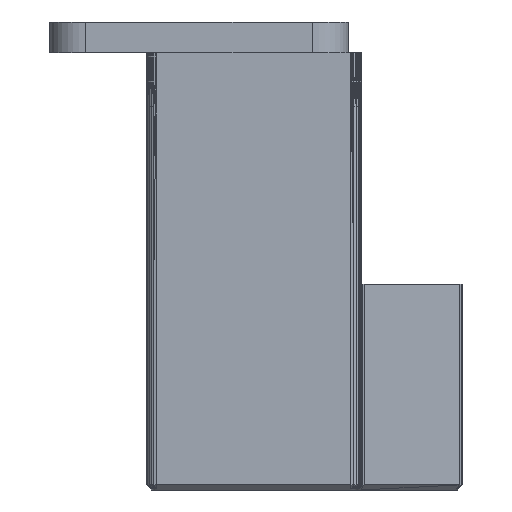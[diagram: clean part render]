
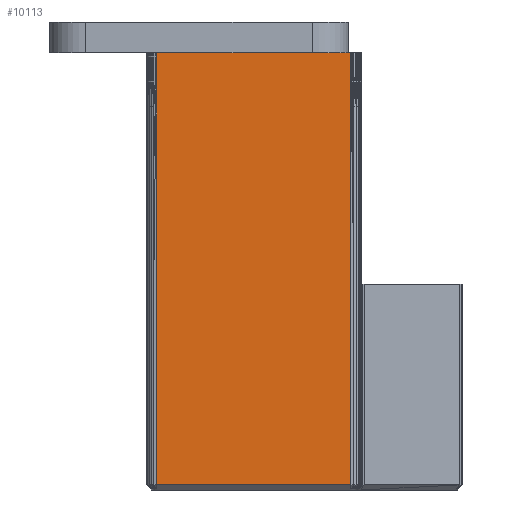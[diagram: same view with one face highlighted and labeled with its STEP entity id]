
A CAD part, left-side view. The second image highlights one B-rep face of the part: STEP entity #10113.
In plain terms, the highlighted planar face has unit normal (-1, 0, 0).
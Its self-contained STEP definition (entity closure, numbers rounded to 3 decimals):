
#622=FACE_OUTER_BOUND('',#1226,.T.);
#1226=EDGE_LOOP('',(#8894,#8895,#8896,#8897,#8898,#8899,#8900));
#1650=LINE('',#14165,#3021);
#1781=LINE('',#14430,#3152);
#1786=LINE('',#14453,#3157);
#1809=LINE('',#14498,#3180);
#2379=LINE('',#15649,#3750);
#2474=LINE('',#15840,#3845);
#2594=LINE('',#16077,#3965);
#3021=VECTOR('',#11300,10.);
#3152=VECTOR('',#11447,10.);
#3157=VECTOR('',#11462,10.);
#3180=VECTOR('',#11493,10.);
#3750=VECTOR('',#12803,10.);
#3845=VECTOR('',#12938,10.);
#3965=VECTOR('',#13272,10.);
#4330=VERTEX_POINT('',#14162);
#4331=VERTEX_POINT('',#14164);
#4457=VERTEX_POINT('',#14429);
#4460=VERTEX_POINT('',#14452);
#4478=VERTEX_POINT('',#14496);
#4689=VERTEX_POINT('',#15648);
#4765=VERTEX_POINT('',#15838);
#5191=EDGE_CURVE('',#4330,#4331,#1650,.T.);
#5325=EDGE_CURVE('',#4457,#4331,#1781,.T.);
#5332=EDGE_CURVE('',#4460,#4457,#1786,.F.);
#5355=EDGE_CURVE('',#4478,#4460,#1809,.T.);
#5926=EDGE_CURVE('',#4689,#4478,#2379,.T.);
#6021=EDGE_CURVE('',#4765,#4330,#2474,.T.);
#6141=EDGE_CURVE('',#4689,#4765,#2594,.T.);
#8894=ORIENTED_EDGE('',*,*,#6021,.F.);
#8895=ORIENTED_EDGE('',*,*,#6141,.F.);
#8896=ORIENTED_EDGE('',*,*,#5926,.T.);
#8897=ORIENTED_EDGE('',*,*,#5355,.T.);
#8898=ORIENTED_EDGE('',*,*,#5332,.T.);
#8899=ORIENTED_EDGE('',*,*,#5325,.T.);
#8900=ORIENTED_EDGE('',*,*,#5191,.F.);
#9516=PLANE('',#10737);
#10113=ADVANCED_FACE('',(#622),#9516,.T.);
#10737=AXIS2_PLACEMENT_3D('',#16106,#13316,#13317);
#11300=DIRECTION('',(0.,-1.,0.));
#11447=DIRECTION('',(0.,0.,-1.));
#11462=DIRECTION('',(0.,-1.,0.));
#11493=DIRECTION('',(0.,0.,1.));
#12803=DIRECTION('',(0.,0.,1.));
#12938=DIRECTION('',(0.,0.,1.));
#13272=DIRECTION('',(0.,1.,0.));
#13316=DIRECTION('center_axis',(-1.,0.,0.));
#13317=DIRECTION('ref_axis',(0.,0.,1.));
#14162=CARTESIAN_POINT('',(-12.,19.,42.498));
#14164=CARTESIAN_POINT('',(-12.,0.99,42.498));
#14165=CARTESIAN_POINT('',(-12.,19.129,42.498));
#14429=CARTESIAN_POINT('',(-12.,0.99,42.505));
#14430=CARTESIAN_POINT('',(-12.,0.99,44.749));
#14452=CARTESIAN_POINT('',(-12.,0.1,42.505));
#14453=CARTESIAN_POINT('',(-12.,7.565,42.505));
#14496=CARTESIAN_POINT('',(-12.,0.1,40.165));
#14498=CARTESIAN_POINT('',(-12.,0.1,40.165));
#15648=CARTESIAN_POINT('',(-12.,0.1,0.5));
#15649=CARTESIAN_POINT('',(-12.,0.1,0.5));
#15838=CARTESIAN_POINT('',(-12.,19.,0.5));
#15840=CARTESIAN_POINT('',(-12.,19.,40.165));
#16077=CARTESIAN_POINT('',(-12.,0.1,0.5));
#16106=CARTESIAN_POINT('Origin',(-12.,15.598,28.356));
